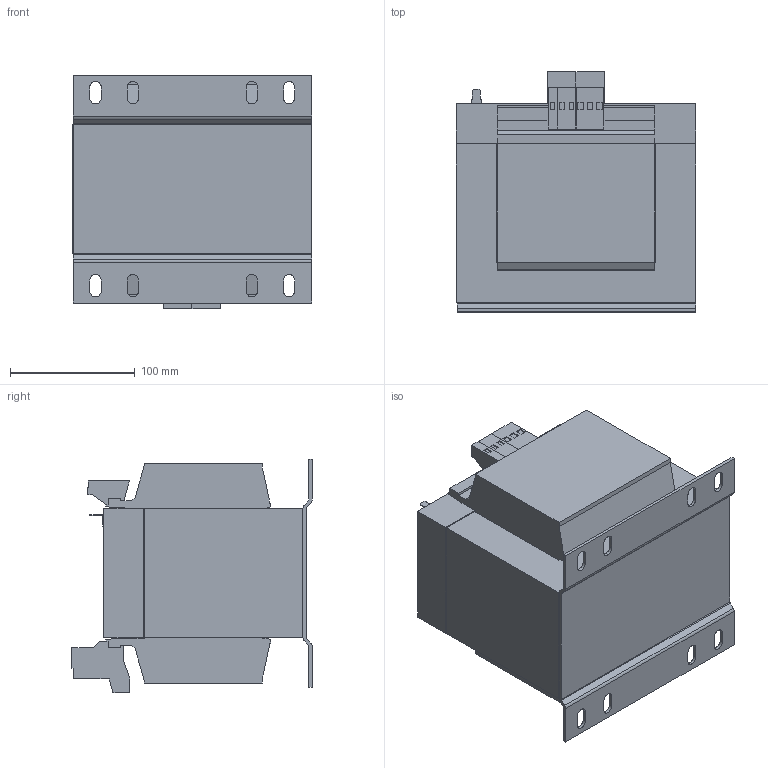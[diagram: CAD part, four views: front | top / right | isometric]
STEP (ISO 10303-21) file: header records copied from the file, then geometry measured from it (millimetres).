
FILE_DESCRIPTION (( 'STEP AP214' ), '1' );
FILE_NAME ('266757.STEP', '2020-07-16T06:21:51', ( '' ), ( '' ), 'SwSTEP 2.0', 'SolidWorks 2018', '' );
FILE_SCHEMA (( 'AUTOMOTIVE_DESIGN' ));
Length unit declared in the file: millimetre
Products named in the file (1): 266757
Bounding box: 192 x 192.8 x 187.7 mm (x, y, z)
Volume: 4311310.6 mm3; surface area: 283732.5 mm2
Topology: 1 solids, 1 shells, 294 faces, 791 edges, 517 vertices
Faces by surface type: plane 242, cylinder 52
Entity records: 9145 total; most frequent: CARTESIAN_POINT 1603, ORIENTED_EDGE 1582, DIRECTION 1485, EDGE_CURVE 791, LINE 687, VECTOR 687, VERTEX_POINT 517, AXIS2_PLACEMENT_3D 399
